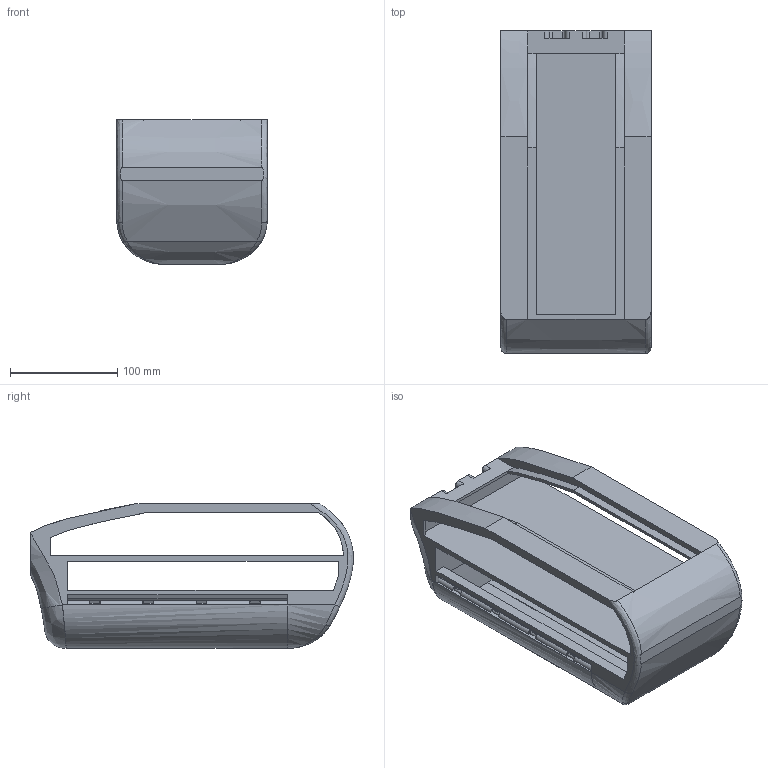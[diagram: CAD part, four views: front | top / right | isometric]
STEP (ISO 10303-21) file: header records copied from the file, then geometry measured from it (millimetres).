
FILE_DESCRIPTION(/* description */ ('','CAx-IF Rec.Pracs.---Representation and Presentation of Product Manufacturing Information (PMI)---4.0---2014-10-13'),/* implementation_level */ '2;1');
FILE_NAME(/* name */ 'fuselage.step',/* time_stamp */ '2025-01-11T21:10:02-05:00',/* author */ (''),/* organization */ (''),/* preprocessor_version */ 'ST-DEVELOPER v20',/* originating_system */ 'Autodesk Translation Framework v13.20.0.188',/* authorisation */ '');
FILE_SCHEMA (('AP242_MANAGED_MODEL_BASED_3D_ENGINEERING_MIM_LF { 1 0 10303 442 1 1 4 }'));
Length unit declared in the file: millimetre
Products named in the file (4): plane body; main body; door left (1); door right
Assembly tree (3 placements, depth 2):
  plane body
    main body
    door left (1)
    door right
Bounding box: 140 x 300 x 135 mm (x, y, z)
Volume: 1133301.7 mm3; surface area: 315729.1 mm2
Topology: 3 solids, 3 shells, 225 faces, 711 edges, 466 vertices
Faces by surface type: plane 141, bspline 54, cylinder 30
Full cylindrical faces by diameter (mm): 4.1 x4, 4.5 x2
Entity records: 10412 total; most frequent: CARTESIAN_POINT 4268, ORIENTED_EDGE 1418, DIRECTION 1066, EDGE_CURVE 709, VERTEX_POINT 466, LINE 454, VECTOR 454, AXIS2_PLACEMENT_3D 306
